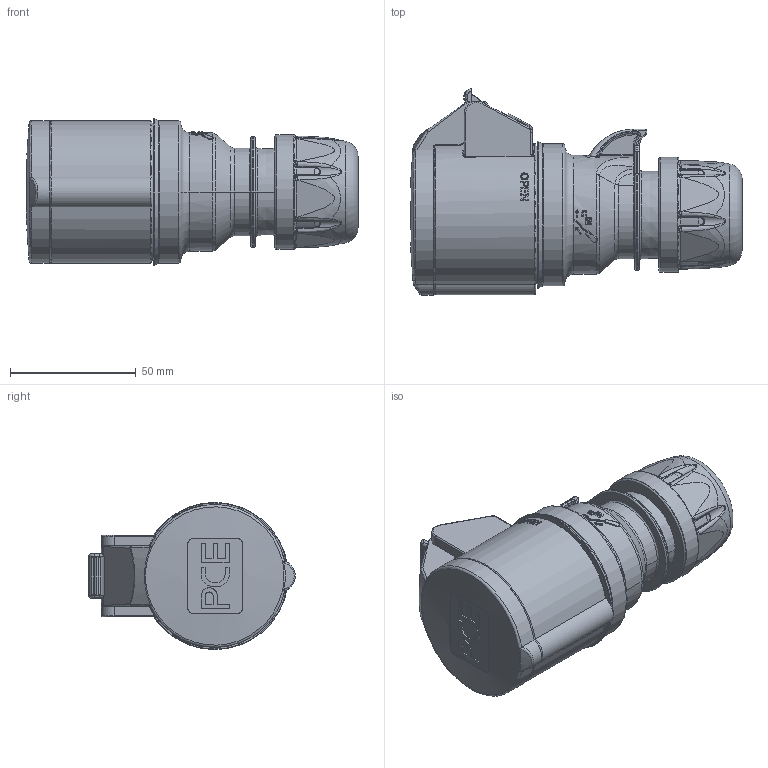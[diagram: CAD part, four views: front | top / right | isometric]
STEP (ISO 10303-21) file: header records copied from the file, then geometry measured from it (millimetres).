
FILE_DESCRIPTION (( 'STEP AP203' ), '1' );
FILE_NAME ('214-6.STEP', '2017-11-23T10:16:17', ( '' ), ( '' ), 'SwSTEP 2.0', 'SolidWorks 2016', '' );
FILE_SCHEMA (( 'CONFIG_CONTROL_DESIGN' ));
Length unit declared in the file: millimetre
Products named in the file (1): 214-6
Bounding box: 131.75 x 81.9 x 58.4 mm (x, y, z)
Volume: 268671.1 mm3; surface area: 30278.2 mm2
Topology: 1 solids, 2 shells, 790 faces, 1980 edges, 1205 vertices
Faces by surface type: bspline 223, plane 222, cylinder 186, torus 99, cone 36, sphere 24
Full cylindrical faces by diameter (mm): 45.6 x1, 56.4 x1, 58.4 x1
Entity records: 34724 total; most frequent: CARTESIAN_POINT 17933, ORIENTED_EDGE 3876, DIRECTION 2973, EDGE_CURVE 1938, VERTEX_POINT 1194, AXIS2_PLACEMENT_3D 1166, EDGE_LOOP 834, FACE_OUTER_BOUND 803
